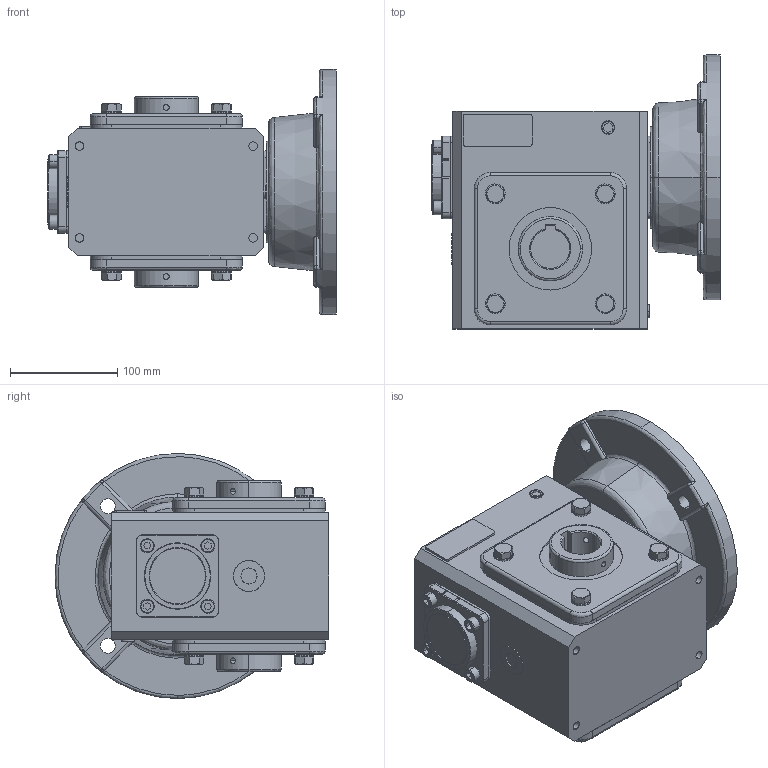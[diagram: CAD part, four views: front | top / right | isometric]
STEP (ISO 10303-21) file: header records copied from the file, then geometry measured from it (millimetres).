
FILE_DESCRIPTION (( 'STEP AP203' ), '1' );
FILE_NAME ('WG-262-010-H.step', '2016-02-01T18:59:37', ( '' ), ( '' ), 'SwSTEP 2.0', 'SolidWorks 2015', '' );
FILE_SCHEMA (( 'CONFIG_CONTROL_DESIGN' ));
Length unit declared in the file: inch
Products named in the file (1): WG-262-010-H
Bounding box: 269 x 255.6 x 228.6 mm (x, y, z)
Volume: 5135603.7 mm3; surface area: 528657.2 mm2
Topology: 32 solids, 32 shells, 553 faces, 1294 edges, 824 vertices
Faces by surface type: plane 277, cylinder 160, bspline 61, cone 55
Entity records: 23888 total; most frequent: CARTESIAN_POINT 11536, ORIENTED_EDGE 2564, DIRECTION 2438, EDGE_CURVE 1282, AXIS2_PLACEMENT_3D 890, VERTEX_POINT 824, VECTOR 658, LINE 658
